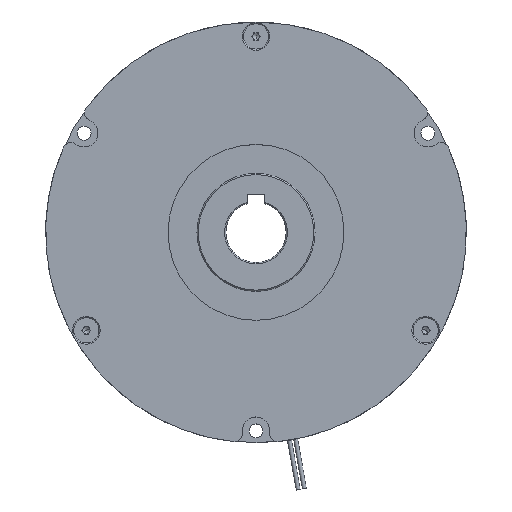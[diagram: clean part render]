
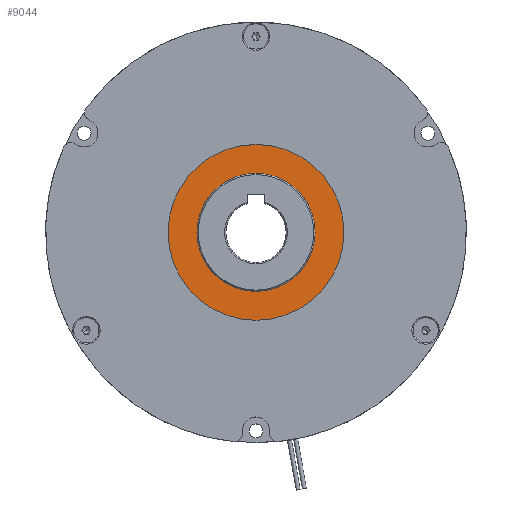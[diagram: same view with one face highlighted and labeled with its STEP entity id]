
A CAD part, top view. The second image highlights one B-rep face of the part: STEP entity #9044.
In plain terms, the highlighted planar face has unit normal (0, 0, 1).
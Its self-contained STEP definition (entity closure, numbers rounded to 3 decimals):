
#118 = AXIS2_PLACEMENT_3D ( 'NONE', #8356, #3308, #9190 ) ;
#312 = CARTESIAN_POINT ( 'NONE',  ( 0., 0., 20.25 ) ) ;
#435 = EDGE_CURVE ( 'NONE', #9502, #10343, #567, .T. ) ;
#567 = CIRCLE ( 'NONE', #7722, 23.5 ) ;
#719 = CARTESIAN_POINT ( 'NONE',  ( 57.9, 0., 20.25 ) ) ;
#993 = CARTESIAN_POINT ( 'NONE',  ( -57.9, 0., 20.25 ) ) ;
#1143 = DIRECTION ( 'NONE',  ( 1., 0., 0. ) ) ;
#1323 = VERTEX_POINT ( 'NONE', #719 ) ;
#1457 = DIRECTION ( 'NONE',  ( 0., 0., 1. ) ) ;
#1468 = CIRCLE ( 'NONE', #9614, 57.9 ) ;
#1854 = DIRECTION ( 'NONE',  ( 1., 0., 0. ) ) ;
#2566 = AXIS2_PLACEMENT_3D ( 'NONE', #6510, #1457, #7378 ) ;
#2790 = EDGE_LOOP ( 'NONE', ( #7959, #3184 ) ) ;
#3103 = CARTESIAN_POINT ( 'NONE',  ( 23.5, 0., 20.25 ) ) ;
#3134 = DIRECTION ( 'NONE',  ( 0., 0., -1. ) ) ;
#3184 = ORIENTED_EDGE ( 'NONE', *, *, #5148, .F. ) ;
#3308 = DIRECTION ( 'NONE',  ( 0., 0., -1. ) ) ;
#3433 = CARTESIAN_POINT ( 'NONE',  ( 0., 0., 20.25 ) ) ;
#3977 = CARTESIAN_POINT ( 'NONE',  ( 0., 0., 20.25 ) ) ;
#3979 = VERTEX_POINT ( 'NONE', #993 ) ;
#4019 = CIRCLE ( 'NONE', #118, 57.9 ) ;
#4256 = DIRECTION ( 'NONE',  ( -1., 0., 0. ) ) ;
#4506 = EDGE_CURVE ( 'NONE', #3979, #1323, #1468, .T. ) ;
#4706 = AXIS2_PLACEMENT_3D ( 'NONE', #312, #6199, #1143 ) ;
#5148 = EDGE_CURVE ( 'NONE', #1323, #3979, #4019, .T. ) ;
#5862 = EDGE_CURVE ( 'NONE', #10343, #9502, #6908, .T. ) ;
#6199 = DIRECTION ( 'NONE',  ( 0., 0., -1. ) ) ;
#6284 = FACE_BOUND ( 'NONE', #10455, .T. ) ;
#6510 = CARTESIAN_POINT ( 'NONE',  ( 0., 0., 20.25 ) ) ;
#6908 = CIRCLE ( 'NONE', #4706, 23.5 ) ;
#7012 = ORIENTED_EDGE ( 'NONE', *, *, #5862, .T. ) ;
#7178 = CARTESIAN_POINT ( 'NONE',  ( -23.5, 0., 20.25 ) ) ;
#7339 = PLANE ( 'NONE',  #2566 ) ;
#7378 = DIRECTION ( 'NONE',  ( 1., 0., 0. ) ) ;
#7722 = AXIS2_PLACEMENT_3D ( 'NONE', #3977, #3134, #1854 ) ;
#7959 = ORIENTED_EDGE ( 'NONE', *, *, #4506, .F. ) ;
#8356 = CARTESIAN_POINT ( 'NONE',  ( 0., 0., 20.25 ) ) ;
#9044 = ADVANCED_FACE ( 'NONE', ( #6284, #10730 ), #7339, .T. ) ;
#9190 = DIRECTION ( 'NONE',  ( -1., 0., 0. ) ) ;
#9315 = DIRECTION ( 'NONE',  ( 0., 0., -1. ) ) ;
#9502 = VERTEX_POINT ( 'NONE', #7178 ) ;
#9614 = AXIS2_PLACEMENT_3D ( 'NONE', #3433, #9315, #4256 ) ;
#10343 = VERTEX_POINT ( 'NONE', #3103 ) ;
#10455 = EDGE_LOOP ( 'NONE', ( #7012, #10855 ) ) ;
#10730 = FACE_OUTER_BOUND ( 'NONE', #2790, .T. ) ;
#10855 = ORIENTED_EDGE ( 'NONE', *, *, #435, .T. ) ;
